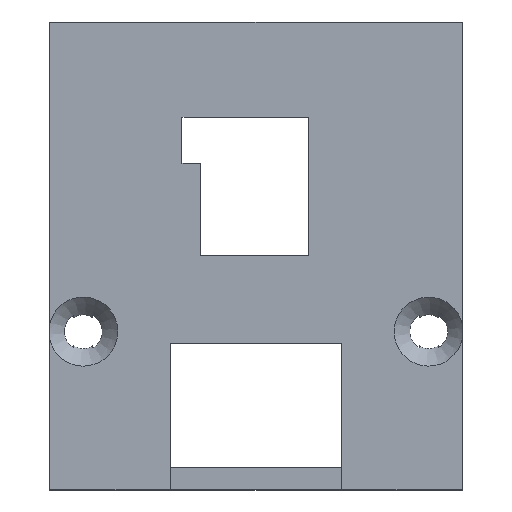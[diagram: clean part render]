
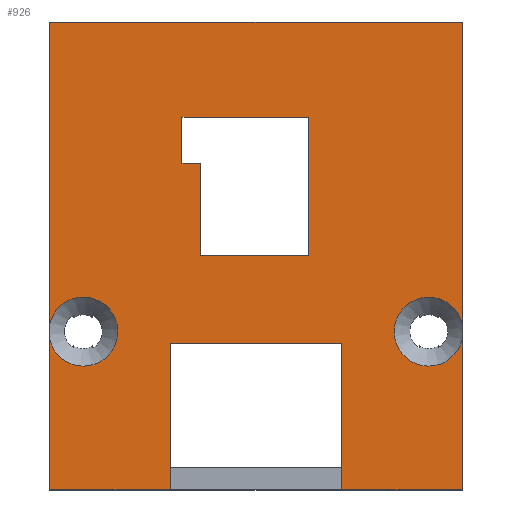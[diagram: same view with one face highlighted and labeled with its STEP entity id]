
A CAD part, top view. The second image highlights one B-rep face of the part: STEP entity #926.
In plain terms, the highlighted planar face has unit normal (0, 0, 1).
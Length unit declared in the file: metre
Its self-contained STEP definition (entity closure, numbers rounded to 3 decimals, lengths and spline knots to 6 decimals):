
#38=PLANE('',#997);
#76=CIRCLE('',#998,0.002243);
#77=CIRCLE('',#999,0.002243);
#194=ORIENTED_EDGE('',*,*,#414,.F.);
#195=ORIENTED_EDGE('',*,*,#417,.T.);
#196=ORIENTED_EDGE('',*,*,#421,.T.);
#197=ORIENTED_EDGE('',*,*,#424,.T.);
#198=ORIENTED_EDGE('',*,*,#427,.T.);
#199=ORIENTED_EDGE('',*,*,#430,.T.);
#200=ORIENTED_EDGE('',*,*,#404,.T.);
#201=ORIENTED_EDGE('',*,*,#445,.T.);
#202=ORIENTED_EDGE('',*,*,#402,.T.);
#203=ORIENTED_EDGE('',*,*,#443,.F.);
#204=ORIENTED_EDGE('',*,*,#391,.F.);
#205=ORIENTED_EDGE('',*,*,#408,.F.);
#206=ORIENTED_EDGE('',*,*,#413,.F.);
#207=ORIENTED_EDGE('',*,*,#441,.F.);
#208=ORIENTED_EDGE('',*,*,#395,.F.);
#209=ORIENTED_EDGE('',*,*,#446,.T.);
#210=ORIENTED_EDGE('',*,*,#393,.F.);
#211=ORIENTED_EDGE('',*,*,#400,.T.);
#391=EDGE_CURVE('',#526,#527,#609,.T.);
#393=EDGE_CURVE('',#528,#529,#611,.T.);
#395=EDGE_CURVE('',#530,#531,#612,.T.);
#400=EDGE_CURVE('',#528,#534,#617,.T.);
#402=EDGE_CURVE('',#535,#536,#619,.T.);
#404=EDGE_CURVE('',#534,#537,#620,.T.);
#408=EDGE_CURVE('',#540,#526,#624,.T.);
#413=EDGE_CURVE('',#543,#540,#629,.T.);
#414=EDGE_CURVE('',#544,#545,#630,.T.);
#417=EDGE_CURVE('',#544,#546,#633,.T.);
#421=EDGE_CURVE('',#546,#549,#637,.T.);
#424=EDGE_CURVE('',#549,#551,#640,.T.);
#427=EDGE_CURVE('',#551,#553,#643,.T.);
#430=EDGE_CURVE('',#553,#545,#646,.T.);
#441=EDGE_CURVE('',#531,#543,#653,.T.);
#443=EDGE_CURVE('',#527,#536,#655,.T.);
#445=EDGE_CURVE('',#537,#535,#76,.F.);
#446=EDGE_CURVE('',#530,#529,#77,.F.);
#526=VERTEX_POINT('',#1347);
#527=VERTEX_POINT('',#1349);
#528=VERTEX_POINT('',#1353);
#529=VERTEX_POINT('',#1354);
#530=VERTEX_POINT('',#1359);
#531=VERTEX_POINT('',#1361);
#534=VERTEX_POINT('',#1370);
#535=VERTEX_POINT('',#1374);
#536=VERTEX_POINT('',#1375);
#537=VERTEX_POINT('',#1380);
#540=VERTEX_POINT('',#1389);
#543=VERTEX_POINT('',#1397);
#544=VERTEX_POINT('',#1401);
#545=VERTEX_POINT('',#1402);
#546=VERTEX_POINT('',#1407);
#549=VERTEX_POINT('',#1415);
#551=VERTEX_POINT('',#1421);
#553=VERTEX_POINT('',#1427);
#609=LINE('',#1348,#721);
#611=LINE('',#1352,#723);
#612=LINE('',#1360,#724);
#617=LINE('',#1369,#729);
#619=LINE('',#1373,#731);
#620=LINE('',#1381,#732);
#624=LINE('',#1388,#736);
#629=LINE('',#1398,#741);
#630=LINE('',#1400,#742);
#633=LINE('',#1406,#745);
#637=LINE('',#1414,#749);
#640=LINE('',#1420,#752);
#643=LINE('',#1426,#755);
#646=LINE('',#1432,#758);
#653=LINE('',#1455,#765);
#655=LINE('',#1457,#767);
#721=VECTOR('',#1086,1.);
#723=VECTOR('',#1090,1.);
#724=VECTOR('',#1091,1.);
#729=VECTOR('',#1098,1.);
#731=VECTOR('',#1102,1.);
#732=VECTOR('',#1103,1.);
#736=VECTOR('',#1109,1.);
#741=VECTOR('',#1116,1.);
#742=VECTOR('',#1119,1.);
#745=VECTOR('',#1124,1.);
#749=VECTOR('',#1130,1.);
#752=VECTOR('',#1135,1.);
#755=VECTOR('',#1140,1.);
#758=VECTOR('',#1145,1.);
#765=VECTOR('',#1166,1.);
#767=VECTOR('',#1168,1.);
#821=EDGE_LOOP('',(#194,#195,#196,#197,#198,#199));
#822=EDGE_LOOP('',(#200,#201,#202,#203,#204,#205,#206,#207,#208,#209,#210,#211));
#873=FACE_BOUND('',#821,.T.);
#874=FACE_BOUND('',#822,.T.);
#926=ADVANCED_FACE('',(#873,#874),#38,.T.);
#997=AXIS2_PLACEMENT_3D('',#1459,#1170,#1171);
#998=AXIS2_PLACEMENT_3D('',#1460,#1172,#1173);
#999=AXIS2_PLACEMENT_3D('',#1461,#1174,#1175);
#1086=DIRECTION('',(0.,-1.,0.));
#1090=DIRECTION('',(0.,-1.,0.));
#1091=DIRECTION('',(0.,-1.,0.));
#1098=DIRECTION('',(-1.,0.,0.));
#1102=DIRECTION('',(0.,-1.,0.));
#1103=DIRECTION('',(0.,-1.,0.));
#1109=DIRECTION('',(-1.,0.,0.));
#1116=DIRECTION('',(0.,1.,0.));
#1119=DIRECTION('',(1.,0.,0.));
#1124=DIRECTION('',(0.,1.,0.));
#1130=DIRECTION('',(-1.,0.,0.));
#1135=DIRECTION('',(0.,1.,0.));
#1140=DIRECTION('',(1.,0.,0.));
#1145=DIRECTION('',(0.,-1.,0.));
#1166=DIRECTION('',(-1.,0.,0.));
#1168=DIRECTION('',(-1.,0.,0.));
#1170=DIRECTION('',(0.,0.,1.));
#1171=DIRECTION('',(1.,0.,0.));
#1172=DIRECTION('',(0.,0.,1.));
#1173=DIRECTION('',(1.,0.,0.));
#1174=DIRECTION('',(0.,0.,1.));
#1175=DIRECTION('',(1.,0.,0.));
#1347=CARTESIAN_POINT('',(-0.005575,-0.005683,0.));
#1348=CARTESIAN_POINT('',(-0.005575,-0.009709,0.));
#1349=CARTESIAN_POINT('',(-0.005575,-0.015208,0.));
#1352=CARTESIAN_POINT('',(0.013411,0.000737,0.));
#1353=CARTESIAN_POINT('',(0.013411,0.015208,0.));
#1354=CARTESIAN_POINT('',(0.013411,-0.00441,0.));
#1359=CARTESIAN_POINT('',(0.013411,-0.005433,0.));
#1360=CARTESIAN_POINT('',(0.013411,0.000737,0.));
#1361=CARTESIAN_POINT('',(0.013411,-0.015208,0.));
#1369=CARTESIAN_POINT('',(0.,0.015208,0.));
#1370=CARTESIAN_POINT('',(-0.013411,0.015208,0.));
#1373=CARTESIAN_POINT('',(-0.013411,0.000737,0.));
#1374=CARTESIAN_POINT('',(-0.013411,-0.005433,0.));
#1375=CARTESIAN_POINT('',(-0.013411,-0.015208,0.));
#1380=CARTESIAN_POINT('',(-0.013411,-0.00441,0.));
#1381=CARTESIAN_POINT('',(-0.013411,0.000737,0.));
#1388=CARTESIAN_POINT('',(-0.002788,-0.005683,0.));
#1389=CARTESIAN_POINT('',(0.005575,-0.005683,0.));
#1397=CARTESIAN_POINT('',(0.005575,-0.015208,0.));
#1398=CARTESIAN_POINT('',(0.005575,-0.009709,0.));
#1400=CARTESIAN_POINT('',(-0.0001,0.000017,0.));
#1401=CARTESIAN_POINT('',(-0.003611,0.000017,0.));
#1402=CARTESIAN_POINT('',(0.003411,0.000017,0.));
#1406=CARTESIAN_POINT('',(-0.003611,0.003017,0.));
#1407=CARTESIAN_POINT('',(-0.003611,0.006017,0.));
#1414=CARTESIAN_POINT('',(-0.004211,0.006017,0.));
#1415=CARTESIAN_POINT('',(-0.004811,0.006017,0.));
#1420=CARTESIAN_POINT('',(-0.004811,0.007517,0.));
#1421=CARTESIAN_POINT('',(-0.004811,0.009017,0.));
#1426=CARTESIAN_POINT('',(-0.0007,0.009017,0.));
#1427=CARTESIAN_POINT('',(0.003411,0.009017,0.));
#1432=CARTESIAN_POINT('',(0.003411,0.004517,0.));
#1455=CARTESIAN_POINT('',(0.009493,-0.015208,0.));
#1457=CARTESIAN_POINT('',(-0.009493,-0.015208,0.));
#1459=CARTESIAN_POINT('',(0.,0.,0.));
#1460=CARTESIAN_POINT('',(-0.011227,-0.004921,0.));
#1461=CARTESIAN_POINT('',(0.011227,-0.004921,0.));
